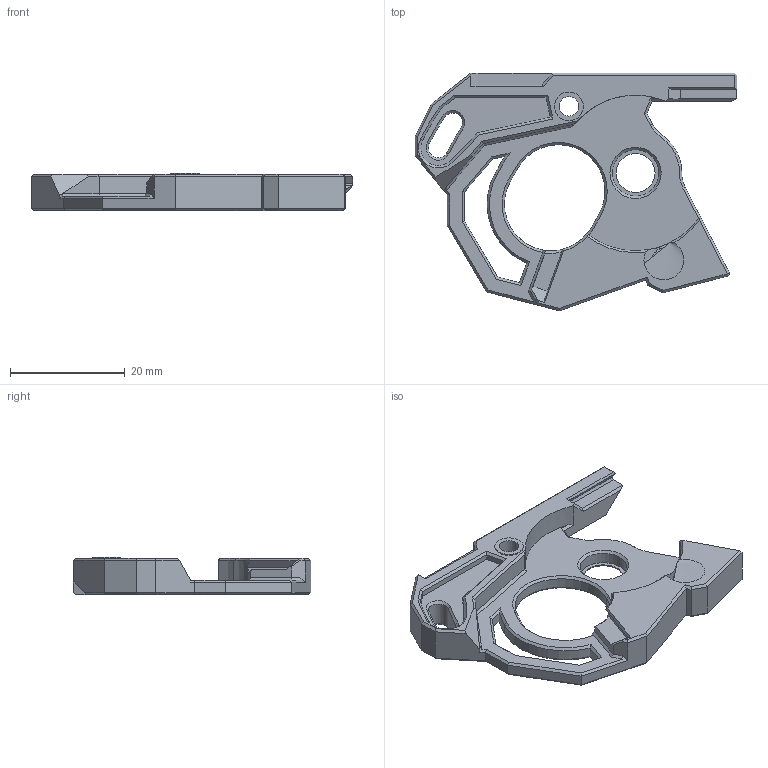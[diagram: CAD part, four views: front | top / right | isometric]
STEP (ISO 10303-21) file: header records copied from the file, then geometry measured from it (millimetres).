
FILE_DESCRIPTION(/* description */ ('STEP AP242'),/* implementation_level */ '2;1');
FILE_NAME(/* name */ 'Motor plate.step',/* time_stamp */ '2025-06-04T23:04:27+01:00',/* author */ (''),/* organization */ (''),/* preprocessor_version */ 'ST-DEVELOPER v20.1',/* originating_system */ 'Autodesk Translation Framework v14.10.0.0',/* authorisation */ '');
FILE_SCHEMA (('AUTOMOTIVE_DESIGN { 1 0 10303 214 3 1 1 }'));
Length unit declared in the file: millimetre
Products named in the file (2): WWBMG & smooth idler; A4T - WWBMG - Motor_Plate_6T - dual sensor
Assembly tree (1 placements, depth 2):
  WWBMG & smooth idler
    A4T - WWBMG - Motor_Plate_6T - dual sensor
Bounding box: 56 x 41.37 x 6.6 mm (x, y, z)
Volume: 5417.5 mm3; surface area: 4377.6 mm2
Topology: 1 solids, 1 shells, 229 faces, 570 edges, 344 vertices
Faces by surface type: plane 166, cone 38, cylinder 25
Full cylindrical faces by diameter (mm): 3.4 x2, 5 x1, 6.8 x1, 8.1 x1
Entity records: 6726 total; most frequent: CARTESIAN_POINT 1183, ORIENTED_EDGE 1140, DIRECTION 1134, EDGE_CURVE 570, LINE 448, VECTOR 448, VERTEX_POINT 344, AXIS2_PLACEMENT_3D 343
